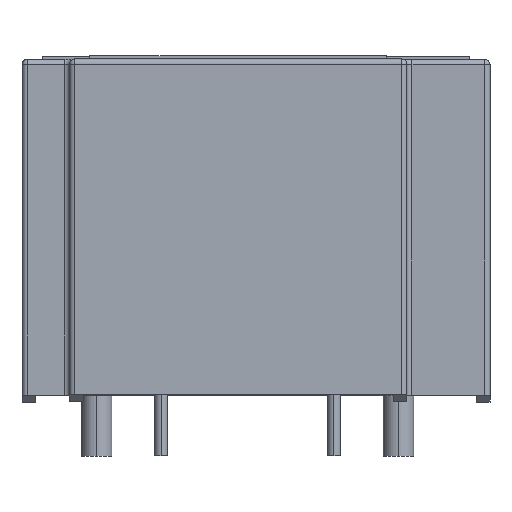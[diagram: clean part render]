
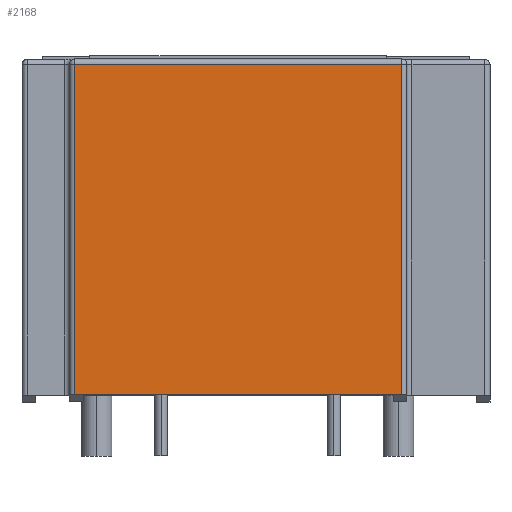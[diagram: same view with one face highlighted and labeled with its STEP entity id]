
A CAD part, top view. The second image highlights one B-rep face of the part: STEP entity #2168.
In plain terms, the highlighted planar face has unit normal (0, 0, 1).
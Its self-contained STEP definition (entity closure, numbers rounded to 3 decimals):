
#103 = LINE ( 'NONE', #2404, #149 ) ;
#111 = VERTEX_POINT ( 'NONE', #2354 ) ;
#124 = DIRECTION ( 'NONE',  ( -1., 0., 0. ) ) ;
#149 = VECTOR ( 'NONE', #2486, 1000. ) ;
#330 = EDGE_CURVE ( 'NONE', #111, #823, #843, .T. ) ;
#467 = DIRECTION ( 'NONE',  ( 0., 0., -1. ) ) ;
#760 = CARTESIAN_POINT ( 'NONE',  ( 8.9, 20.4, 16. ) ) ;
#784 = ORIENTED_EDGE ( 'NONE', *, *, #4204, .T. ) ;
#823 = VERTEX_POINT ( 'NONE', #3012 ) ;
#843 = LINE ( 'NONE', #2176, #877 ) ;
#877 = VECTOR ( 'NONE', #2793, 1000. ) ;
#969 = EDGE_LOOP ( 'NONE', ( #1259, #3710, #784, #3609 ) ) ;
#1259 = ORIENTED_EDGE ( 'NONE', *, *, #2743, .T. ) ;
#1273 = CARTESIAN_POINT ( 'NONE',  ( -11., 19.9, 16. ) ) ;
#1281 = VECTOR ( 'NONE', #1829, 1000. ) ;
#1462 = PLANE ( 'NONE',  #1705 ) ;
#1705 = AXIS2_PLACEMENT_3D ( 'NONE', #760, #467, #124 ) ;
#1829 = DIRECTION ( 'NONE',  ( 0., 1., 0. ) ) ;
#1831 = EDGE_CURVE ( 'NONE', #2420, #3238, #2860, .T. ) ;
#1974 = LINE ( 'NONE', #1273, #2915 ) ;
#2122 = FACE_OUTER_BOUND ( 'NONE', #969, .T. ) ;
#2168 = ADVANCED_FACE ( 'NONE', ( #2122 ), #1462, .F. ) ;
#2176 = CARTESIAN_POINT ( 'NONE',  ( -10.7, 20.4, 16. ) ) ;
#2354 = CARTESIAN_POINT ( 'NONE',  ( -10.7, 19.9, 16. ) ) ;
#2404 = CARTESIAN_POINT ( 'NONE',  ( -13.8, 0.4, 16. ) ) ;
#2420 = VERTEX_POINT ( 'NONE', #2534 ) ;
#2486 = DIRECTION ( 'NONE',  ( 1., 0., 0. ) ) ;
#2534 = CARTESIAN_POINT ( 'NONE',  ( 8.6, 0.4, 16. ) ) ;
#2743 = EDGE_CURVE ( 'NONE', #823, #2420, #103, .T. ) ;
#2793 = DIRECTION ( 'NONE',  ( 0., -1., 0. ) ) ;
#2860 = LINE ( 'NONE', #3541, #1281 ) ;
#2915 = VECTOR ( 'NONE', #4254, 1000. ) ;
#3012 = CARTESIAN_POINT ( 'NONE',  ( -10.7, 0.4, 16. ) ) ;
#3238 = VERTEX_POINT ( 'NONE', #4197 ) ;
#3541 = CARTESIAN_POINT ( 'NONE',  ( 8.6, 20.4, 16. ) ) ;
#3609 = ORIENTED_EDGE ( 'NONE', *, *, #330, .T. ) ;
#3710 = ORIENTED_EDGE ( 'NONE', *, *, #1831, .T. ) ;
#4197 = CARTESIAN_POINT ( 'NONE',  ( 8.6, 19.9, 16. ) ) ;
#4204 = EDGE_CURVE ( 'NONE', #3238, #111, #1974, .T. ) ;
#4254 = DIRECTION ( 'NONE',  ( -1., 0., 0. ) ) ;
